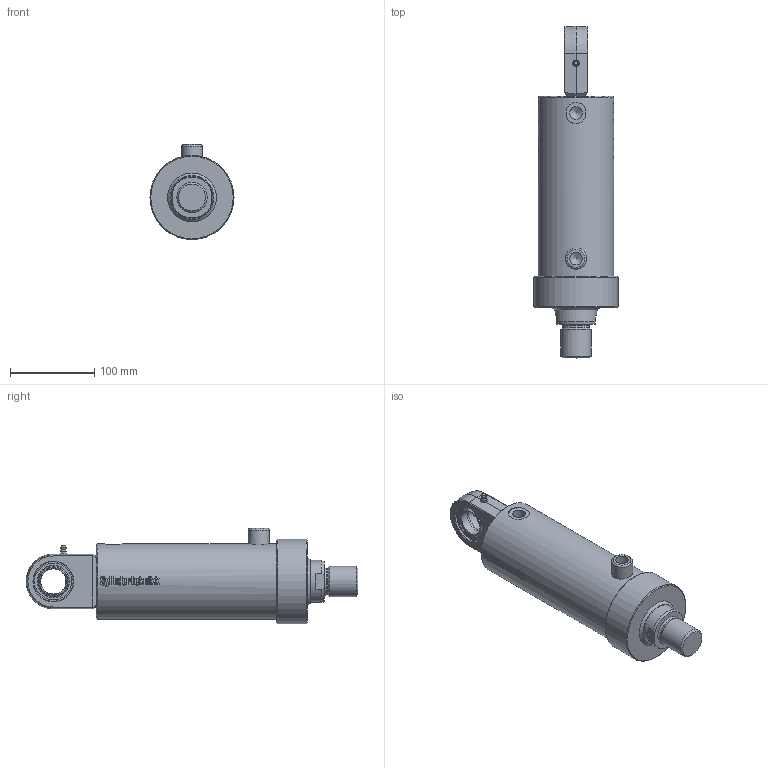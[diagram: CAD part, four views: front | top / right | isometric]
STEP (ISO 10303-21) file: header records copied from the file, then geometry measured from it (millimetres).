
FILE_DESCRIPTION((''),'2;1');
FILE_NAME('DVLG80_50.stp','2010-01-26T14:07:05',('tribel'),(''),'Autodesk Inventor 2009','Autodesk Inventor 2009','');
FILE_SCHEMA(('AUTOMOTIVE_DESIGN { 1 0 10303 214 1 1 1 1 }'));
Length unit declared in the file: millimetre
Products named in the file (5): DVLG80_50; DVLG80_50_body; DVLG80_50_stang; DVLG80_50_Parameters; K-WS30N
Assembly tree (4 placements, depth 2):
  DVLG80_50
    DVLG80_50_body
    DVLG80_50_stang
    DVLG80_50_Parameters
    K-WS30N
Bounding box: 100 x 394.5 x 113 mm (x, y, z)
Volume: 1363847.4 mm3; surface area: 223783.9 mm2
Topology: 3 solids, 4 shells, 630 faces, 1650 edges, 1075 vertices
Faces by surface type: plane 332, bspline 157, cylinder 89, cone 38, torus 10, sphere 4
Full cylindrical faces by diameter (mm): 2.571 x2, 2.9 x2, 3 x1, 5.5 x1, 5.6 x1, 25 x1, 30 x2, 31.6 x1, 36 x1, 47 x4, 48.2 x2, 50 x2, 80 x2, 90 x1, 100 x1
Entity records: 49316 total; most frequent: CARTESIAN_POINT 35387, ORIENTED_EDGE 3100, DIRECTION 2269, EDGE_CURVE 1552, VERTEX_POINT 1046, AXIS2_PLACEMENT_3D 800, EDGE_LOOP 763, VECTOR 669
